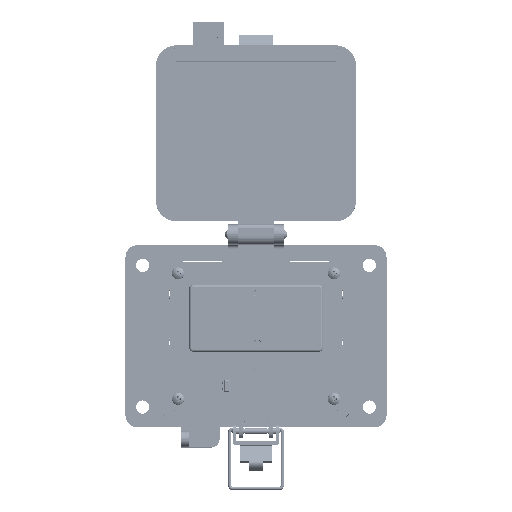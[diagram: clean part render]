
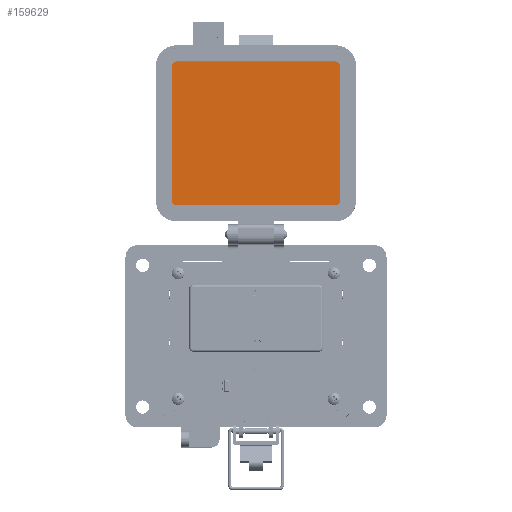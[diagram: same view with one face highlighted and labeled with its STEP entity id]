
A CAD part, top view. The second image highlights one B-rep face of the part: STEP entity #159629.
In plain terms, the highlighted planar face has unit normal (0, 0, 1).
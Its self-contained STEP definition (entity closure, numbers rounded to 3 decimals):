
#239 = AXIS2_PLACEMENT_3D ( 'NONE', #136984, #15210, #205870 ) ;
#1061 = LINE ( 'NONE', #69831, #190305 ) ;
#2070 = VERTEX_POINT ( 'NONE', #136962 ) ;
#4008 = CARTESIAN_POINT ( 'NONE',  ( 35.912, 126.389, 19.202 ) ) ;
#5804 = CARTESIAN_POINT ( 'NONE',  ( -42.469, 128.688, 19.202 ) ) ;
#14930 = EDGE_CURVE ( 'NONE', #80788, #184194, #99536, .T. ) ;
#15210 = DIRECTION ( 'NONE',  ( 0., 0., -1. ) ) ;
#18674 = ORIENTED_EDGE ( 'NONE', *, *, #209465, .F. ) ;
#20937 = ORIENTED_EDGE ( 'NONE', *, *, #54744, .F. ) ;
#22685 = ORIENTED_EDGE ( 'NONE', *, *, #203432, .F. ) ;
#22713 = VECTOR ( 'NONE', #220942, 1000. ) ;
#23669 = VERTEX_POINT ( 'NONE', #146698 ) ;
#34361 = EDGE_CURVE ( 'NONE', #55057, #80788, #121920, .T. ) ;
#35435 = DIRECTION ( 'NONE',  ( 0., -1., 0. ) ) ;
#36552 = DIRECTION ( 'NONE',  ( -1., 0., 0. ) ) ;
#47091 = CIRCLE ( 'NONE', #239, 2.299 ) ;
#49030 = DIRECTION ( 'NONE',  ( 0., 0., -1. ) ) ;
#50863 = CARTESIAN_POINT ( 'NONE',  ( -3.279, 128.688, 19.202 ) ) ;
#54744 = EDGE_CURVE ( 'NONE', #126018, #139628, #1061, .T. ) ;
#55057 = VERTEX_POINT ( 'NONE', #143133 ) ;
#55505 = ORIENTED_EDGE ( 'NONE', *, *, #107762, .F. ) ;
#69831 = CARTESIAN_POINT ( 'NONE',  ( -44.769, 93.196, 19.202 ) ) ;
#79014 = CARTESIAN_POINT ( 'NONE',  ( -42.469, 57.705, 19.202 ) ) ;
#80788 = VERTEX_POINT ( 'NONE', #214665 ) ;
#82852 = CARTESIAN_POINT ( 'NONE',  ( 35.912, 60.004, 19.202 ) ) ;
#87294 = FACE_OUTER_BOUND ( 'NONE', #139442, .T. ) ;
#87614 = ORIENTED_EDGE ( 'NONE', *, *, #14930, .F. ) ;
#87831 = EDGE_CURVE ( 'NONE', #2070, #23669, #180682, .T. ) ;
#99536 = LINE ( 'NONE', #168369, #164422 ) ;
#103090 = CARTESIAN_POINT ( 'NONE',  ( 39.871, 130.108, 19.202 ) ) ;
#104317 = AXIS2_PLACEMENT_3D ( 'NONE', #103090, #190003, #36552 ) ;
#107762 = EDGE_CURVE ( 'NONE', #184194, #126018, #118737, .T. ) ;
#112993 = DIRECTION ( 'NONE',  ( 1., 0., 0. ) ) ;
#115442 = ORIENTED_EDGE ( 'NONE', *, *, #87831, .F. ) ;
#118737 = CIRCLE ( 'NONE', #140353, 2.299 ) ;
#121920 = CIRCLE ( 'NONE', #165064, 2.299 ) ;
#122464 = DIRECTION ( 'NONE',  ( 0., 0., -1. ) ) ;
#126018 = VERTEX_POINT ( 'NONE', #158561 ) ;
#127641 = VERTEX_POINT ( 'NONE', #5804 ) ;
#127711 = CARTESIAN_POINT ( 'NONE',  ( -42.469, 60.004, 19.202 ) ) ;
#136962 = CARTESIAN_POINT ( 'NONE',  ( 35.912, 128.688, 19.202 ) ) ;
#136984 = CARTESIAN_POINT ( 'NONE',  ( -42.469, 126.389, 19.202 ) ) ;
#137712 = LINE ( 'NONE', #50863, #204539 ) ;
#139442 = EDGE_LOOP ( 'NONE', ( #160812, #166854, #115442, #22685, #18674, #20937, #55505, #87614 ) ) ;
#139628 = VERTEX_POINT ( 'NONE', #206133 ) ;
#140353 = AXIS2_PLACEMENT_3D ( 'NONE', #127711, #163788, #112993 ) ;
#143133 = CARTESIAN_POINT ( 'NONE',  ( 38.212, 60.004, 19.202 ) ) ;
#146698 = CARTESIAN_POINT ( 'NONE',  ( 38.212, 126.389, 19.202 ) ) ;
#150957 = CARTESIAN_POINT ( 'NONE',  ( 38.212, 93.196, 19.202 ) ) ;
#156312 = DIRECTION ( 'NONE',  ( 1., 0., 0. ) ) ;
#156704 = DIRECTION ( 'NONE',  ( 0., 1., 0. ) ) ;
#158561 = CARTESIAN_POINT ( 'NONE',  ( -44.769, 60.004, 19.202 ) ) ;
#159629 = ADVANCED_FACE ( 'NONE', ( #87294 ), #208093, .T. ) ;
#160812 = ORIENTED_EDGE ( 'NONE', *, *, #34361, .F. ) ;
#163788 = DIRECTION ( 'NONE',  ( 0., 0., -1. ) ) ;
#164422 = VECTOR ( 'NONE', #215859, 1000. ) ;
#165064 = AXIS2_PLACEMENT_3D ( 'NONE', #82852, #49030, #35435 ) ;
#166854 = ORIENTED_EDGE ( 'NONE', *, *, #167507, .F. ) ;
#167507 = EDGE_CURVE ( 'NONE', #23669, #55057, #219844, .T. ) ;
#168244 = DIRECTION ( 'NONE',  ( 1., 0., 0. ) ) ;
#168369 = CARTESIAN_POINT ( 'NONE',  ( -3.279, 57.705, 19.202 ) ) ;
#180682 = CIRCLE ( 'NONE', #202327, 2.299 ) ;
#184194 = VERTEX_POINT ( 'NONE', #79014 ) ;
#190003 = DIRECTION ( 'NONE',  ( 0., 0., 1. ) ) ;
#190305 = VECTOR ( 'NONE', #156704, 1000. ) ;
#202327 = AXIS2_PLACEMENT_3D ( 'NONE', #4008, #122464, #156312 ) ;
#203432 = EDGE_CURVE ( 'NONE', #127641, #2070, #137712, .T. ) ;
#204539 = VECTOR ( 'NONE', #168244, 1000. ) ;
#205870 = DIRECTION ( 'NONE',  ( 0., -1., 0. ) ) ;
#206133 = CARTESIAN_POINT ( 'NONE',  ( -44.769, 126.389, 19.202 ) ) ;
#208093 = PLANE ( 'NONE',  #104317 ) ;
#209465 = EDGE_CURVE ( 'NONE', #139628, #127641, #47091, .T. ) ;
#214665 = CARTESIAN_POINT ( 'NONE',  ( 35.912, 57.705, 19.202 ) ) ;
#215859 = DIRECTION ( 'NONE',  ( -1., 0., 0. ) ) ;
#219844 = LINE ( 'NONE', #150957, #22713 ) ;
#220942 = DIRECTION ( 'NONE',  ( 0., -1., 0. ) ) ;
